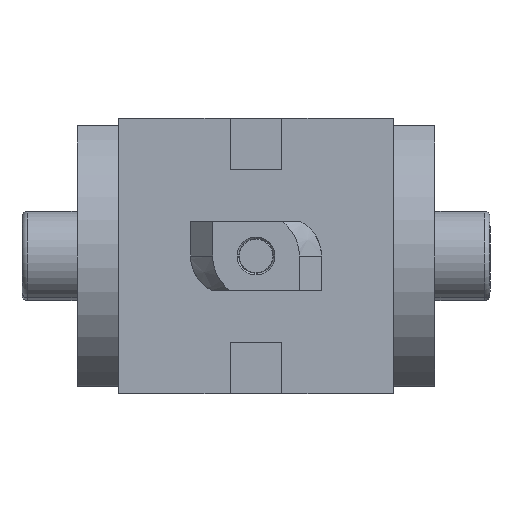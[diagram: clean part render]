
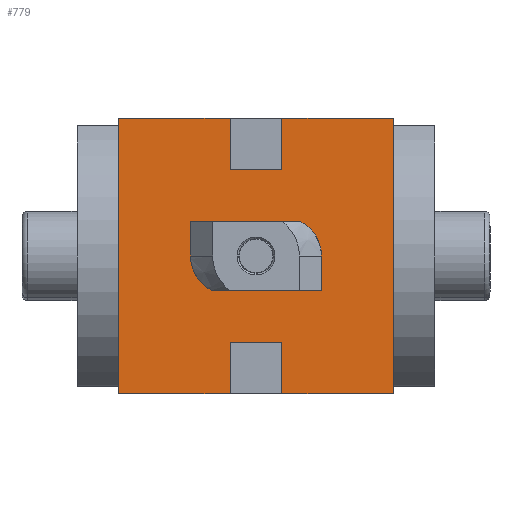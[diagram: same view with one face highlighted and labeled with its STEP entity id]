
A CAD part, front view. The second image highlights one B-rep face of the part: STEP entity #779.
In plain terms, the highlighted planar face has unit normal (0, -1, 0).
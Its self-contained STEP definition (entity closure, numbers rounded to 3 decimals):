
#11 = LINE ( 'NONE', #6438, #4536 ) ;
#35 = EDGE_CURVE ( 'NONE', #7470, #5677, #3903, .T. ) ;
#54 = CARTESIAN_POINT ( 'NONE',  ( -20., -10., 40. ) ) ;
#55 = ORIENTED_EDGE ( 'NONE', *, *, #7460, .F. ) ;
#321 = VECTOR ( 'NONE', #6189, 1000. ) ;
#409 = LINE ( 'NONE', #7037, #3885 ) ;
#442 = VERTEX_POINT ( 'NONE', #6352 ) ;
#537 = VERTEX_POINT ( 'NONE', #3579 ) ;
#546 = PLANE ( 'NONE',  #3109 ) ;
#555 = CARTESIAN_POINT ( 'NONE',  ( -20., -10., 0. ) ) ;
#573 = VECTOR ( 'NONE', #1255, 1000. ) ;
#590 = FACE_BOUND ( 'NONE', #6644, .T. ) ;
#631 = DIRECTION ( 'NONE',  ( 1., 0., 0. ) ) ;
#720 = CARTESIAN_POINT ( 'NONE',  ( 20., -10., 40. ) ) ;
#733 = VERTEX_POINT ( 'NONE', #3497 ) ;
#779 = ADVANCED_FACE ( 'NONE', ( #590, #7023 ), #546, .F. ) ;
#837 = ORIENTED_EDGE ( 'NONE', *, *, #6996, .T. ) ;
#849 = EDGE_CURVE ( 'NONE', #537, #7547, #1412, .T. ) ;
#885 = VERTEX_POINT ( 'NONE', #2969 ) ;
#933 = LINE ( 'NONE', #5639, #321 ) ;
#1059 = DIRECTION ( 'NONE',  ( 1., 0., 0. ) ) ;
#1148 = CARTESIAN_POINT ( 'NONE',  ( -20., -10., 40. ) ) ;
#1170 = VECTOR ( 'NONE', #6865, 1000. ) ;
#1193 = DIRECTION ( 'NONE',  ( 0., 0., -1. ) ) ;
#1255 = DIRECTION ( 'NONE',  ( 0., 0., -1. ) ) ;
#1338 = CARTESIAN_POINT ( 'NONE',  ( -20., -10., 23.75 ) ) ;
#1351 = LINE ( 'NONE', #4307, #2684 ) ;
#1412 = CIRCLE ( 'NONE', #6732, 4.25 ) ;
#1427 = ORIENTED_EDGE ( 'NONE', *, *, #35, .T. ) ;
#1449 = EDGE_CURVE ( 'NONE', #1593, #2640, #7420, .T. ) ;
#1491 = CARTESIAN_POINT ( 'NONE',  ( 12.5, -10., 23.75 ) ) ;
#1502 = CARTESIAN_POINT ( 'NONE',  ( 20., -10., 40. ) ) ;
#1562 = ORIENTED_EDGE ( 'NONE', *, *, #6942, .F. ) ;
#1593 = VERTEX_POINT ( 'NONE', #5774 ) ;
#1614 = ORIENTED_EDGE ( 'NONE', *, *, #849, .F. ) ;
#1636 = CARTESIAN_POINT ( 'NONE',  ( -20., -10., 0. ) ) ;
#1713 = EDGE_CURVE ( 'NONE', #2668, #6186, #7185, .T. ) ;
#1730 = EDGE_CURVE ( 'NONE', #2859, #4781, #4650, .T. ) ;
#1779 = LINE ( 'NONE', #5924, #5885 ) ;
#2074 = VECTOR ( 'NONE', #2396, 1000. ) ;
#2121 = DIRECTION ( 'NONE',  ( 0., -1., 0. ) ) ;
#2171 = EDGE_CURVE ( 'NONE', #885, #7157, #11, .T. ) ;
#2215 = CARTESIAN_POINT ( 'NONE',  ( 20., -10., 23.75 ) ) ;
#2396 = DIRECTION ( 'NONE',  ( 1., 0., 0. ) ) ;
#2576 = CARTESIAN_POINT ( 'NONE',  ( 0., -10., 24.25 ) ) ;
#2623 = ORIENTED_EDGE ( 'NONE', *, *, #2171, .F. ) ;
#2640 = VERTEX_POINT ( 'NONE', #7194 ) ;
#2648 = EDGE_CURVE ( 'NONE', #6186, #733, #6015, .T. ) ;
#2668 = VERTEX_POINT ( 'NONE', #1148 ) ;
#2684 = VECTOR ( 'NONE', #3716, 1000. ) ;
#2793 = EDGE_CURVE ( 'NONE', #7547, #537, #7129, .T. ) ;
#2859 = VERTEX_POINT ( 'NONE', #7329 ) ;
#2865 = CARTESIAN_POINT ( 'NONE',  ( -20., -10., 40. ) ) ;
#2969 = CARTESIAN_POINT ( 'NONE',  ( -12.5, -10., 23.75 ) ) ;
#3041 = DIRECTION ( 'NONE',  ( 0., 0., -1. ) ) ;
#3049 = CARTESIAN_POINT ( 'NONE',  ( 0., -10., 20. ) ) ;
#3109 = AXIS2_PLACEMENT_3D ( 'NONE', #2865, #5259, #6470 ) ;
#3425 = DIRECTION ( 'NONE',  ( -1., 0., 0. ) ) ;
#3497 = CARTESIAN_POINT ( 'NONE',  ( 20., -10., 23.75 ) ) ;
#3545 = EDGE_CURVE ( 'NONE', #2668, #7157, #1351, .T. ) ;
#3579 = CARTESIAN_POINT ( 'NONE',  ( 0., -10., 15.75 ) ) ;
#3599 = ORIENTED_EDGE ( 'NONE', *, *, #2793, .F. ) ;
#3664 = VECTOR ( 'NONE', #3825, 1000. ) ;
#3686 = DIRECTION ( 'NONE',  ( 0., -1., 0. ) ) ;
#3695 = EDGE_CURVE ( 'NONE', #733, #1593, #6997, .T. ) ;
#3716 = DIRECTION ( 'NONE',  ( 0., 0., -1. ) ) ;
#3825 = DIRECTION ( 'NONE',  ( 0., 0., -1. ) ) ;
#3885 = VECTOR ( 'NONE', #1059, 1000. ) ;
#3886 = CARTESIAN_POINT ( 'NONE',  ( 20., -10., 0. ) ) ;
#3903 = LINE ( 'NONE', #6242, #1170 ) ;
#3953 = ORIENTED_EDGE ( 'NONE', *, *, #2648, .F. ) ;
#4044 = VECTOR ( 'NONE', #5736, 1000. ) ;
#4268 = VECTOR ( 'NONE', #4653, 1000. ) ;
#4307 = CARTESIAN_POINT ( 'NONE',  ( -20., -10., 40. ) ) ;
#4353 = ORIENTED_EDGE ( 'NONE', *, *, #6672, .F. ) ;
#4409 = ORIENTED_EDGE ( 'NONE', *, *, #3545, .T. ) ;
#4422 = ORIENTED_EDGE ( 'NONE', *, *, #1449, .F. ) ;
#4519 = AXIS2_PLACEMENT_3D ( 'NONE', #6738, #2121, #6816 ) ;
#4536 = VECTOR ( 'NONE', #3425, 1000. ) ;
#4650 = LINE ( 'NONE', #6557, #573 ) ;
#4653 = DIRECTION ( 'NONE',  ( 1., 0., 0. ) ) ;
#4738 = ORIENTED_EDGE ( 'NONE', *, *, #1713, .F. ) ;
#4781 = VERTEX_POINT ( 'NONE', #3886 ) ;
#4885 = VECTOR ( 'NONE', #3041, 1000. ) ;
#5259 = DIRECTION ( 'NONE',  ( 0., 1., 0. ) ) ;
#5470 = EDGE_LOOP ( 'NONE', ( #55, #1427, #837, #6926, #1562, #4422, #6159, #3953, #4738, #4409, #2623, #4353 ) ) ;
#5639 = CARTESIAN_POINT ( 'NONE',  ( -12.5, -10., 23.75 ) ) ;
#5677 = VERTEX_POINT ( 'NONE', #555 ) ;
#5736 = DIRECTION ( 'NONE',  ( -1., 0., 0. ) ) ;
#5774 = CARTESIAN_POINT ( 'NONE',  ( 12.5, -10., 23.75 ) ) ;
#5885 = VECTOR ( 'NONE', #631, 1000. ) ;
#5924 = CARTESIAN_POINT ( 'NONE',  ( -20., -10., 16.25 ) ) ;
#6015 = LINE ( 'NONE', #720, #4885 ) ;
#6159 = ORIENTED_EDGE ( 'NONE', *, *, #3695, .F. ) ;
#6186 = VERTEX_POINT ( 'NONE', #1502 ) ;
#6189 = DIRECTION ( 'NONE',  ( 0., 0., 1. ) ) ;
#6242 = CARTESIAN_POINT ( 'NONE',  ( -20., -10., 40. ) ) ;
#6352 = CARTESIAN_POINT ( 'NONE',  ( -12.5, -10., 16.25 ) ) ;
#6438 = CARTESIAN_POINT ( 'NONE',  ( -20., -10., 23.75 ) ) ;
#6470 = DIRECTION ( 'NONE',  ( 0., 0., 1. ) ) ;
#6554 = CARTESIAN_POINT ( 'NONE',  ( -20., -10., 16.25 ) ) ;
#6557 = CARTESIAN_POINT ( 'NONE',  ( 20., -10., 40. ) ) ;
#6644 = EDGE_LOOP ( 'NONE', ( #1614, #3599 ) ) ;
#6672 = EDGE_CURVE ( 'NONE', #442, #885, #933, .T. ) ;
#6732 = AXIS2_PLACEMENT_3D ( 'NONE', #3049, #3686, #1193 ) ;
#6738 = CARTESIAN_POINT ( 'NONE',  ( 0., -10., 20. ) ) ;
#6816 = DIRECTION ( 'NONE',  ( 0., 0., -1. ) ) ;
#6865 = DIRECTION ( 'NONE',  ( 0., 0., -1. ) ) ;
#6926 = ORIENTED_EDGE ( 'NONE', *, *, #1730, .F. ) ;
#6942 = EDGE_CURVE ( 'NONE', #2640, #2859, #409, .T. ) ;
#6958 = LINE ( 'NONE', #1636, #4268 ) ;
#6996 = EDGE_CURVE ( 'NONE', #5677, #4781, #6958, .T. ) ;
#6997 = LINE ( 'NONE', #2215, #4044 ) ;
#7023 = FACE_OUTER_BOUND ( 'NONE', #5470, .T. ) ;
#7037 = CARTESIAN_POINT ( 'NONE',  ( 20., -10., 16.25 ) ) ;
#7129 = CIRCLE ( 'NONE', #4519, 4.25 ) ;
#7157 = VERTEX_POINT ( 'NONE', #1338 ) ;
#7185 = LINE ( 'NONE', #54, #2074 ) ;
#7194 = CARTESIAN_POINT ( 'NONE',  ( 12.5, -10., 16.25 ) ) ;
#7329 = CARTESIAN_POINT ( 'NONE',  ( 20., -10., 16.25 ) ) ;
#7420 = LINE ( 'NONE', #1491, #3664 ) ;
#7460 = EDGE_CURVE ( 'NONE', #7470, #442, #1779, .T. ) ;
#7470 = VERTEX_POINT ( 'NONE', #6554 ) ;
#7547 = VERTEX_POINT ( 'NONE', #2576 ) ;
